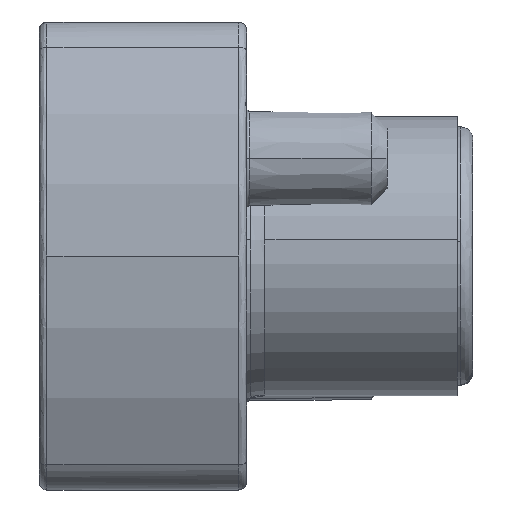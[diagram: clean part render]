
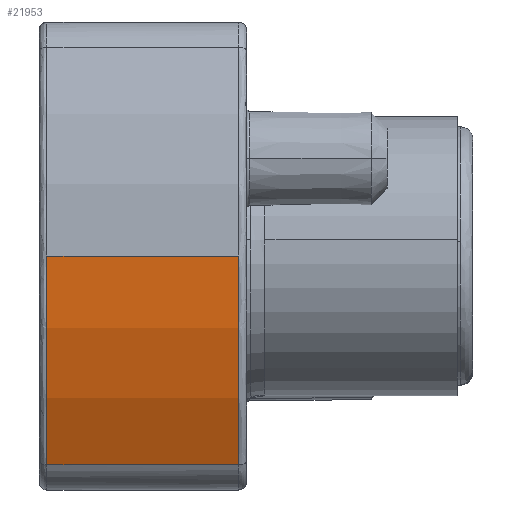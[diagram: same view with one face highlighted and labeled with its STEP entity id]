
A CAD part, left-side view. The second image highlights one B-rep face of the part: STEP entity #21953.
In plain terms, the highlighted cylindrical face has radius 7.367 mm (diameter 14.733 mm), a partial arc.
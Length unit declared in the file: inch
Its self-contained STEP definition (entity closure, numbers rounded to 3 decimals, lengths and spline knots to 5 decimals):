
#455 = FACE_OUTER_BOUND ( 'NONE', #31904, .T. ) ;
#464 = CYLINDRICAL_SURFACE ( 'NONE', #15601, 0.29002 ) ;
#2294 = EDGE_CURVE ( 'NONE', #31575, #31623, #5188, .T. ) ;
#2295 = EDGE_CURVE ( 'NONE', #31575, #31583, #5190, .T. ) ;
#2296 = EDGE_CURVE ( 'NONE', #31631, #31583, #5193, .T. ) ;
#2298 = EDGE_CURVE ( 'NONE', #31623, #31631, #5191, .T. ) ;
#5188 = LINE ( 'NONE', #17761, #5192 ) ;
#5190 = CIRCLE ( 'NONE', #16812, 0.29002 ) ;
#5191 = CIRCLE ( 'NONE', #16813, 0.29002 ) ;
#5192 = VECTOR ( 'NONE', #17764, 39.37008 ) ;
#5193 = LINE ( 'NONE', #17776, #5195 ) ;
#5195 = VECTOR ( 'NONE', #17770, 39.37008 ) ;
#15601 = AXIS2_PLACEMENT_3D ( 'NONE', #29326, #29327, #29336 ) ;
#16812 = AXIS2_PLACEMENT_3D ( 'NONE', #17780, #17782, #17783 ) ;
#16813 = AXIS2_PLACEMENT_3D ( 'NONE', #17792, #17794, #17795 ) ;
#17761 = CARTESIAN_POINT ( 'NONE',  ( -2.3983, -0.133, 0.15 ) ) ;
#17764 = DIRECTION ( 'NONE',  ( 0., 1., 0. ) ) ;
#17770 = DIRECTION ( 'NONE',  ( 0., -1., 0. ) ) ;
#17776 = CARTESIAN_POINT ( 'NONE',  ( -2.36557, -0.133, 0.01616 ) ) ;
#17780 = CARTESIAN_POINT ( 'NONE',  ( -2.10827, -0.128, 0.15 ) ) ;
#17782 = DIRECTION ( 'NONE',  ( 0., -1., 0. ) ) ;
#17783 = DIRECTION ( 'NONE',  ( -1., 0., 0. ) ) ;
#17792 = CARTESIAN_POINT ( 'NONE',  ( -2.10827, -0.005, 0.15 ) ) ;
#17794 = DIRECTION ( 'NONE',  ( 0., -1., 0. ) ) ;
#17795 = DIRECTION ( 'NONE',  ( -1., 0., 0. ) ) ;
#20667 = ORIENTED_EDGE ( 'NONE', *, *, #2295, .F. ) ;
#20668 = ORIENTED_EDGE ( 'NONE', *, *, #2294, .T. ) ;
#20669 = ORIENTED_EDGE ( 'NONE', *, *, #2298, .T. ) ;
#20670 = ORIENTED_EDGE ( 'NONE', *, *, #2296, .T. ) ;
#21953 = ADVANCED_FACE ( 'NONE', ( #455 ), #464, .T. ) ;
#27402 = CARTESIAN_POINT ( 'NONE',  ( -2.36557, -0.128, 0.01616 ) ) ;
#27405 = CARTESIAN_POINT ( 'NONE',  ( -2.3983, -0.128, 0.15 ) ) ;
#27409 = CARTESIAN_POINT ( 'NONE',  ( -2.3983, -0.005, 0.15 ) ) ;
#27410 = CARTESIAN_POINT ( 'NONE',  ( -2.36557, -0.005, 0.01616 ) ) ;
#29326 = CARTESIAN_POINT ( 'NONE',  ( -2.10827, -0.133, 0.15 ) ) ;
#29327 = DIRECTION ( 'NONE',  ( 0., 1., 0. ) ) ;
#29336 = DIRECTION ( 'NONE',  ( -1., 0., 0. ) ) ;
#31575 = VERTEX_POINT ( 'NONE', #27405 ) ;
#31583 = VERTEX_POINT ( 'NONE', #27402 ) ;
#31623 = VERTEX_POINT ( 'NONE', #27409 ) ;
#31631 = VERTEX_POINT ( 'NONE', #27410 ) ;
#31904 = EDGE_LOOP ( 'NONE', ( #20667, #20668, #20669, #20670 ) ) ;
